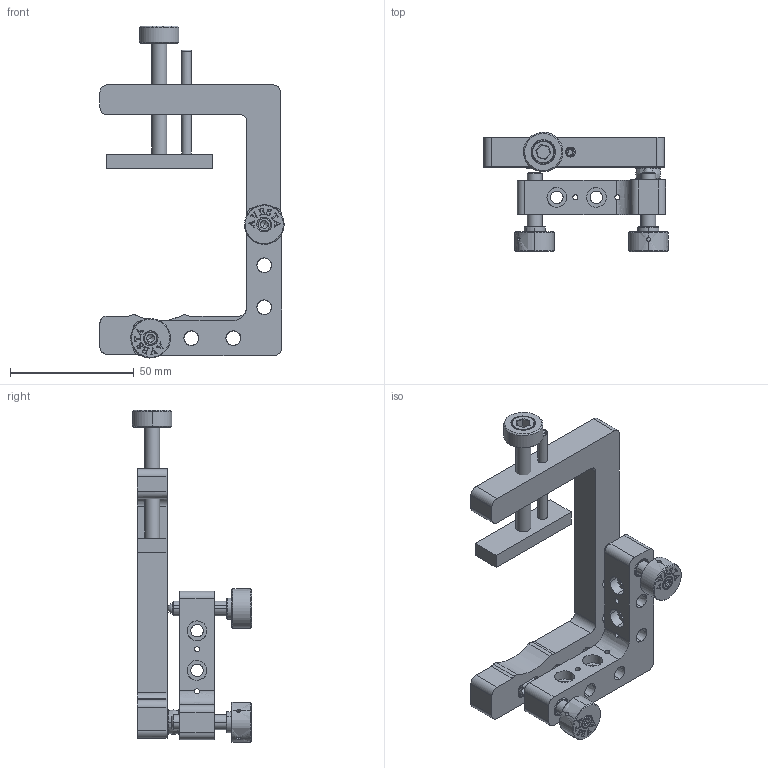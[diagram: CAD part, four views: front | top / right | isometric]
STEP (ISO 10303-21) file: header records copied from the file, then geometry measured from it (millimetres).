
FILE_DESCRIPTION(/* description */ (''),/* implementation_level */ '2;1');
FILE_NAME(/* name */ 'MMR-VL',/* time_stamp */ '2021-08-20T17:27:24+03:00',/* author */ (''),/* organization */ (''),/* preprocessor_version */ 'ST-DEVELOPER v15',/* originating_system */ '',/* authorisation */ '');
FILE_SCHEMA (('AUTOMOTIVE_DESIGN'));
Length unit declared in the file: millimetre
Products named in the file (8): Document; Держатель MMR-VB; Держатель MMR-VB_Su
bstitute_1; Block 01; Block 02; Block 03; Block 04
Assembly tree (7 placements, depth 5):
  Document
    Document
      Держатель MMR-VB
        Держатель MMR-VB_Su
bstitute_1
          Block 01
          Block 02
          Block 03
          Block 04
Bounding box: 74.5 x 48.18 x 134.35 mm (x, y, z)
Volume: 58745.8 mm3; surface area: 32587.1 mm2
Topology: 17 solids, 27 shells, 730 faces, 2050 edges, 1365 vertices
Faces by surface type: bspline 730
Entity records: 51670 total; most frequent: CARTESIAN_POINT 25997, B_SPLINE_CURVE_WITH_KNOTS 4750, ORIENTED_EDGE 4040, PCURVE 4040, DEFINITIONAL_REPRESENTATION 4040, SURFACE_CURVE 2032, EDGE_CURVE 2032, VERTEX_POINT 1366
